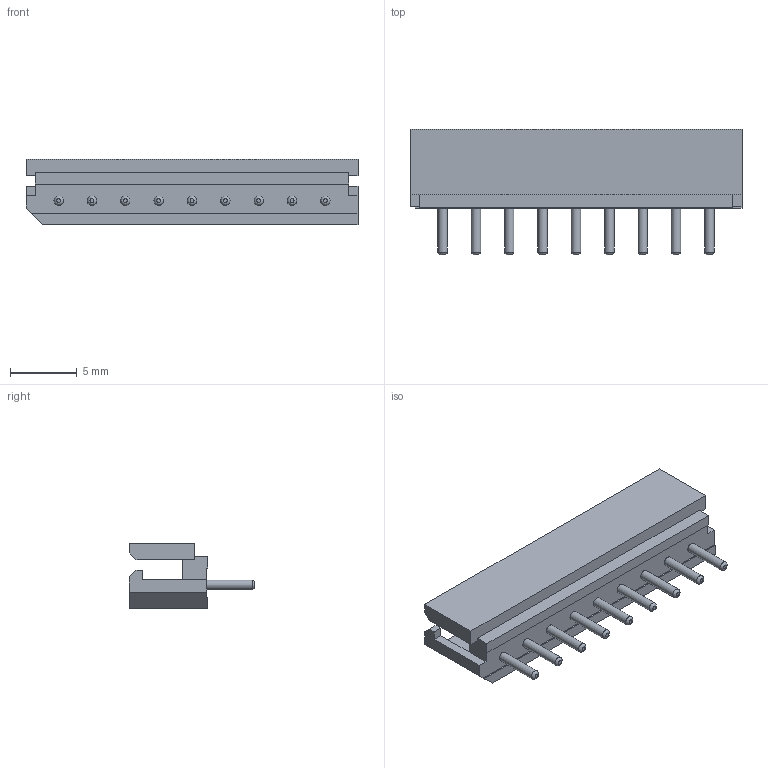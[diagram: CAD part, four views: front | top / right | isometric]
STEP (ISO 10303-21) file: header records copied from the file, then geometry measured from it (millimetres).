
FILE_DESCRIPTION(/* description */ (''),/* implementation_level */ '2;1');
FILE_NAME(/* name */ 'Mini_Spox_9pin v2.step',/* time_stamp */ '2021-12-12T13:05:18+01:00',/* author */ (''),/* organization */ (''),/* preprocessor_version */ 'ST-DEVELOPER v18.1',/* originating_system */ 'Autodesk Translation Framework v10.10.0.1391',/* authorisation */ '');
FILE_SCHEMA (('AUTOMOTIVE_DESIGN { 1 0 10303 214 3 1 1 }'));
Length unit declared in the file: metre
Products named in the file (1): Mini_Spox_9pin
Bounding box: 24.9 x 9.4 x 4.9 mm (x, y, z)
Volume: 376 mm3; surface area: 934.2 mm2
Topology: 1 solids, 1 shells, 129 faces, 287 edges, 178 vertices
Faces by surface type: plane 93, bspline 18, cylinder 18
Full cylindrical faces by diameter (mm): 0.7 x18
Entity records: 4010 total; most frequent: CARTESIAN_POINT 1063, DIRECTION 583, ORIENTED_EDGE 574, EDGE_CURVE 287, LINE 215, VECTOR 215, AXIS2_PLACEMENT_3D 184, VERTEX_POINT 178
